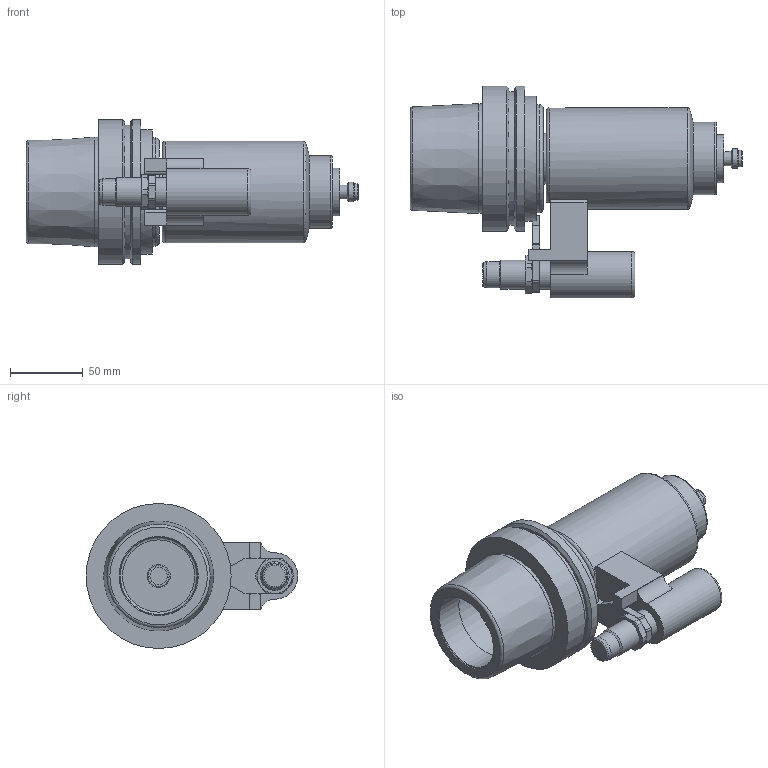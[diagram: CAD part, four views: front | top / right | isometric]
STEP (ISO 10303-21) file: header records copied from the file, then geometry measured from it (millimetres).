
FILE_DESCRIPTION(/* description */ (''),/* implementation_level */ '2;1');
FILE_NAME(/* name */ 'HSK100A-BMA-167.stp',/* time_stamp */ '2022-08-02T16:44:05+09:00',/* author */ ('AIS-12'),/* organization */ (''),/* preprocessor_version */ 'ST-DEVELOPER v17.2',/* originating_system */ 'Autodesk Inventor 2019',/* authorisation */ '');
FILE_SCHEMA (('AUTOMOTIVE_DESIGN { 1 0 10303 214 3 1 1 }'));
Length unit declared in the file: millimetre
Products named in the file (1): HSK100A-BMA-167
Bounding box: 228.81 x 146 x 100 mm (x, y, z)
Volume: 875216.1 mm3; surface area: 103053.6 mm2
Topology: 1 solids, 1 shells, 135 faces, 382 edges, 259 vertices
Faces by surface type: plane 61, cylinder 39, cone 25, torus 10
Full cylindrical faces by diameter (mm): 11.5 x1, 12 x1, 13.4 x1, 16 x1, 18 x1, 20 x2, 32 x1, 33 x1, 35 x1, 50 x1, 53 x1, 53.8 x1, 63 x1, 70 x1, 74.5 x1, 75.3 x1, 86 x1, 92 x1, 100 x2
Entity records: 4542 total; most frequent: CARTESIAN_POINT 847, DIRECTION 823, ORIENTED_EDGE 764, EDGE_CURVE 382, AXIS2_PLACEMENT_3D 331, VERTEX_POINT 259, CIRCLE 195, LINE 161
